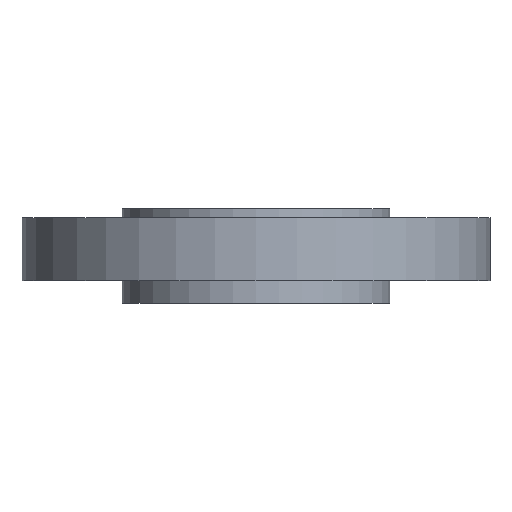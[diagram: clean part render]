
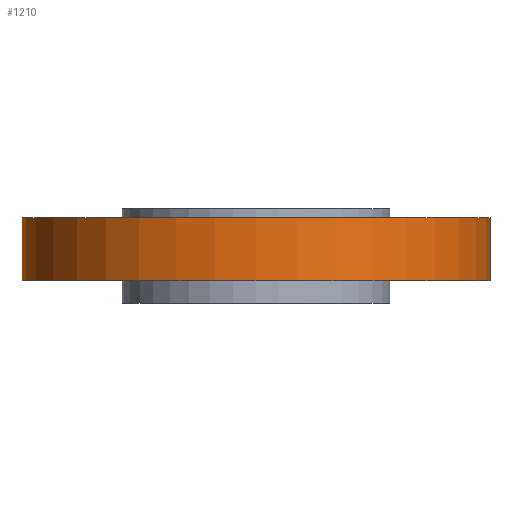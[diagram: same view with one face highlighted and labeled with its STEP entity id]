
A CAD part, front view. The second image highlights one B-rep face of the part: STEP entity #1210.
In plain terms, the highlighted cylindrical face has radius 165.1 mm (diameter 330.2 mm), a partial arc.
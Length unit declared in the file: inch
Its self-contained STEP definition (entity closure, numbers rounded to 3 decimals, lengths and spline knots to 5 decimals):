
#20 = VERTEX_POINT ( 'NONE', #153 ) ;
#21 = DIRECTION ( 'NONE',  ( 0., 0., 1. ) ) ;
#67 = CIRCLE ( 'NONE', #489, 6.5 ) ;
#68 = CARTESIAN_POINT ( 'NONE',  ( 6.5, 0., -20.38478 ) ) ;
#81 = LINE ( 'NONE', #68, #759 ) ;
#83 = DIRECTION ( 'NONE',  ( 1., 0., 0. ) ) ;
#123 = ORIENTED_EDGE ( 'NONE', *, *, #615, .F. ) ;
#148 = LINE ( 'NONE', #1238, #534 ) ;
#153 = CARTESIAN_POINT ( 'NONE',  ( -6.5, 0., -2. ) ) ;
#199 = AXIS2_PLACEMENT_3D ( 'NONE', #572, #968, #83 ) ;
#205 = FACE_OUTER_BOUND ( 'NONE', #1046, .T. ) ;
#258 = DIRECTION ( 'NONE',  ( 0., 0., 1. ) ) ;
#297 = DIRECTION ( 'NONE',  ( 1., 0., 0. ) ) ;
#404 = AXIS2_PLACEMENT_3D ( 'NONE', #814, #21, #1209 ) ;
#472 = CIRCLE ( 'NONE', #199, 6.5 ) ;
#489 = AXIS2_PLACEMENT_3D ( 'NONE', #710, #1227, #297 ) ;
#534 = VECTOR ( 'NONE', #847, 39.37008 ) ;
#556 = ORIENTED_EDGE ( 'NONE', *, *, #815, .F. ) ;
#572 = CARTESIAN_POINT ( 'NONE',  ( 0., 0., -0.25 ) ) ;
#615 = EDGE_CURVE ( 'NONE', #1036, #984, #472, .T. ) ;
#674 = VERTEX_POINT ( 'NONE', #869 ) ;
#676 = EDGE_CURVE ( 'NONE', #674, #20, #67, .T. ) ;
#710 = CARTESIAN_POINT ( 'NONE',  ( 0., 0., -2. ) ) ;
#739 = ORIENTED_EDGE ( 'NONE', *, *, #959, .T. ) ;
#759 = VECTOR ( 'NONE', #258, 39.37008 ) ;
#772 = CARTESIAN_POINT ( 'NONE',  ( 6.5, 0., -0.25 ) ) ;
#814 = CARTESIAN_POINT ( 'NONE',  ( 0., 0., -20.38478 ) ) ;
#815 = EDGE_CURVE ( 'NONE', #20, #1036, #148, .T. ) ;
#847 = DIRECTION ( 'NONE',  ( 0., 0., 1. ) ) ;
#869 = CARTESIAN_POINT ( 'NONE',  ( 6.5, 0., -2. ) ) ;
#959 = EDGE_CURVE ( 'NONE', #674, #984, #81, .T. ) ;
#968 = DIRECTION ( 'NONE',  ( 0., 0., 1. ) ) ;
#984 = VERTEX_POINT ( 'NONE', #772 ) ;
#1027 = ORIENTED_EDGE ( 'NONE', *, *, #676, .F. ) ;
#1036 = VERTEX_POINT ( 'NONE', #1067 ) ;
#1046 = EDGE_LOOP ( 'NONE', ( #556, #1027, #739, #123 ) ) ;
#1067 = CARTESIAN_POINT ( 'NONE',  ( -6.5, 0., -0.25 ) ) ;
#1102 = CYLINDRICAL_SURFACE ( 'NONE', #404, 6.5 ) ;
#1209 = DIRECTION ( 'NONE',  ( 1., 0., 0. ) ) ;
#1210 = ADVANCED_FACE ( 'NONE', ( #205 ), #1102, .T. ) ;
#1227 = DIRECTION ( 'NONE',  ( 0., 0., -1. ) ) ;
#1238 = CARTESIAN_POINT ( 'NONE',  ( -6.5, 0., -20.38478 ) ) ;
